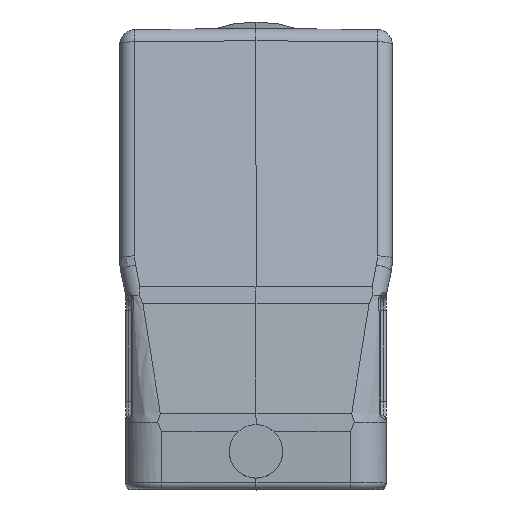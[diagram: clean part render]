
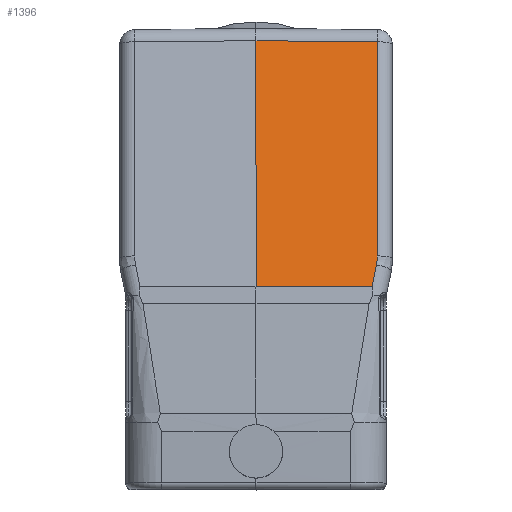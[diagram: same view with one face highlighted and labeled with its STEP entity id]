
A CAD part, top view. The second image highlights one B-rep face of the part: STEP entity #1396.
In plain terms, the highlighted planar face has unit normal (0.009, 0.19, 0.982).
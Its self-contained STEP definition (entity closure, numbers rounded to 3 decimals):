
#377=B_SPLINE_CURVE_WITH_KNOTS('',3,(#14588,#14589,#14590,#14591),
 .UNSPECIFIED.,.F.,.F.,(4,4),(0.,1.),.UNSPECIFIED.);
#1396=ADVANCED_FACE('',(#2290),#2023,.T.);
#2023=PLANE('',#10891);
#2290=FACE_OUTER_BOUND('',#2920,.T.);
#2920=EDGE_LOOP('',(#3776,#3777,#3778,#3779,#3780,#3781));
#3776=ORIENTED_EDGE('',*,*,#7810,.F.);
#3777=ORIENTED_EDGE('',*,*,#7808,.T.);
#3778=ORIENTED_EDGE('',*,*,#7843,.F.);
#3779=ORIENTED_EDGE('',*,*,#7844,.F.);
#3780=ORIENTED_EDGE('',*,*,#7845,.F.);
#3781=ORIENTED_EDGE('',*,*,#7846,.F.);
#6813=VERTEX_POINT('',#14583);
#6814=VERTEX_POINT('',#14585);
#6815=VERTEX_POINT('',#14592);
#6836=VERTEX_POINT('',#14821);
#6837=VERTEX_POINT('',#14825);
#6838=VERTEX_POINT('',#14827);
#7808=EDGE_CURVE('',#6814,#6813,#9356,.T.);
#7810=EDGE_CURVE('',#6814,#6815,#377,.T.);
#7843=EDGE_CURVE('',#6836,#6813,#9367,.T.);
#7844=EDGE_CURVE('',#6837,#6836,#9368,.T.);
#7845=EDGE_CURVE('',#6838,#6837,#9369,.T.);
#7846=EDGE_CURVE('',#6815,#6838,#9370,.T.);
#9356=LINE('',#14584,#10117);
#9367=LINE('',#14822,#10128);
#9368=LINE('',#14824,#10129);
#9369=LINE('',#14826,#10130);
#9370=LINE('',#14828,#10131);
#10117=VECTOR('',#11919,1.);
#10128=VECTOR('',#11970,1.);
#10129=VECTOR('',#11973,1.);
#10130=VECTOR('',#11974,1.);
#10131=VECTOR('',#11975,1.);
#10891=AXIS2_PLACEMENT_3D('',#14829,#11976,#11977);
#11919=DIRECTION('',(0.,0.982,-0.19));
#11970=DIRECTION('',(1.,-0.009,-0.007));
#11973=DIRECTION('',(0.,0.982,-0.19));
#11974=DIRECTION('',(-1.,0.,0.009));
#11975=DIRECTION('',(-0.193,-0.963,0.188));
#11976=DIRECTION('',(0.009,0.19,0.982));
#11977=DIRECTION('',(0.,-0.982,0.19));
#14583=CARTESIAN_POINT('',(20.022,19.215,36.497));
#14584=CARTESIAN_POINT('',(20.022,-16.12,43.323));
#14585=CARTESIAN_POINT('',(20.022,-16.12,43.323));
#14588=CARTESIAN_POINT('',(20.022,-16.12,43.323));
#14589=CARTESIAN_POINT('',(20.022,-16.614,43.419));
#14590=CARTESIAN_POINT('',(19.973,-17.107,43.514));
#14591=CARTESIAN_POINT('',(19.876,-17.591,43.609));
#14592=CARTESIAN_POINT('',(19.876,-17.591,43.609));
#14821=CARTESIAN_POINT('',(0.,19.39,36.641));
#14822=CARTESIAN_POINT('',(0.,19.39,36.641));
#14824=CARTESIAN_POINT('',(0.,-21.241,44.49));
#14825=CARTESIAN_POINT('',(0.,-21.241,44.49));
#14826=CARTESIAN_POINT('',(19.146,-21.241,44.32));
#14827=CARTESIAN_POINT('',(19.146,-21.241,44.32));
#14828=CARTESIAN_POINT('',(19.876,-17.591,43.609));
#14829=CARTESIAN_POINT('',(0.,-22.585,44.75));
